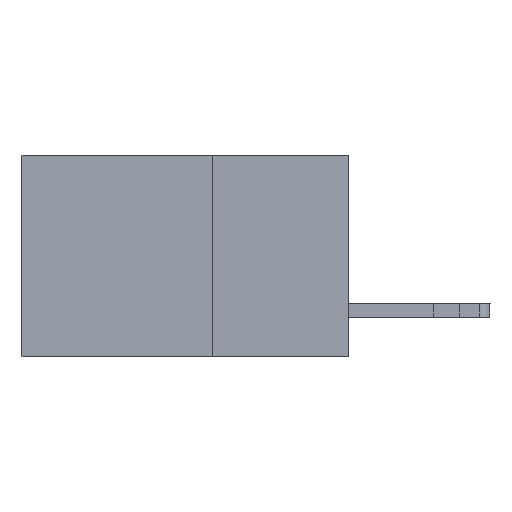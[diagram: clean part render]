
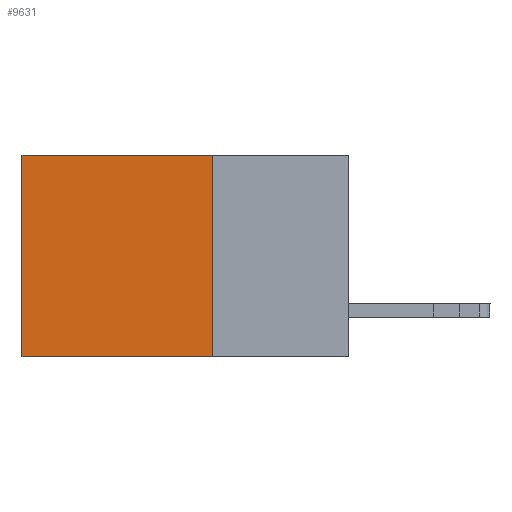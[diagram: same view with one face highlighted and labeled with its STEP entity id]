
A CAD part, left-side view. The second image highlights one B-rep face of the part: STEP entity #9631.
In plain terms, the highlighted planar face has unit normal (-1, 0, 0).
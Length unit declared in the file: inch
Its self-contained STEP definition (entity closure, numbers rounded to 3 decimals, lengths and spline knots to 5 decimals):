
#204 = DIRECTION ( 'NONE',  ( 0., 0., -1. ) ) ;
#609 = DIRECTION ( 'NONE',  ( 0., 1., 0. ) ) ;
#1104 = DIRECTION ( 'NONE',  ( 1., 0., 0. ) ) ;
#1785 = ORIENTED_EDGE ( 'NONE', *, *, #12919, .T. ) ;
#1821 = CARTESIAN_POINT ( 'NONE',  ( 0.298, 0.25, -0.37 ) ) ;
#2137 = CARTESIAN_POINT ( 'NONE',  ( 0.298, 0.6, -0.37 ) ) ;
#2837 = CARTESIAN_POINT ( 'NONE',  ( 0.298, 0.25, 0. ) ) ;
#3087 = CARTESIAN_POINT ( 'NONE',  ( 0.298, 0.6, 0. ) ) ;
#3300 = EDGE_CURVE ( 'NONE', #16054, #4749, #11433, .T. ) ;
#3412 = ORIENTED_EDGE ( 'NONE', *, *, #12638, .F. ) ;
#4132 = DIRECTION ( 'NONE',  ( 0., 0., -1. ) ) ;
#4505 = LINE ( 'NONE', #10384, #6785 ) ;
#4749 = VERTEX_POINT ( 'NONE', #3087 ) ;
#5353 = LINE ( 'NONE', #6121, #11917 ) ;
#6121 = CARTESIAN_POINT ( 'NONE',  ( 0.298, 0.25, 0. ) ) ;
#6785 = VECTOR ( 'NONE', #204, 39.37008 ) ;
#7439 = AXIS2_PLACEMENT_3D ( 'NONE', #2837, #1104, #4132 ) ;
#8241 = CARTESIAN_POINT ( 'NONE',  ( 0.298, 0.25, -0.37 ) ) ;
#9631 = ADVANCED_FACE ( 'NONE', ( #17469 ), #12441, .F. ) ;
#10384 = CARTESIAN_POINT ( 'NONE',  ( 0.298, 0.6, 0. ) ) ;
#11161 = VECTOR ( 'NONE', #609, 39.37008 ) ;
#11433 = LINE ( 'NONE', #13681, #11161 ) ;
#11837 = LINE ( 'NONE', #1821, #17590 ) ;
#11871 = CARTESIAN_POINT ( 'NONE',  ( 0.298, 0.25, 0. ) ) ;
#11917 = VECTOR ( 'NONE', #17271, 39.37008 ) ;
#11958 = ORIENTED_EDGE ( 'NONE', *, *, #16884, .F. ) ;
#12441 = PLANE ( 'NONE',  #7439 ) ;
#12638 = EDGE_CURVE ( 'NONE', #20062, #13037, #11837, .T. ) ;
#12919 = EDGE_CURVE ( 'NONE', #4749, #13037, #4505, .T. ) ;
#13037 = VERTEX_POINT ( 'NONE', #2137 ) ;
#13155 = DIRECTION ( 'NONE',  ( 0., 1., 0. ) ) ;
#13681 = CARTESIAN_POINT ( 'NONE',  ( 0.298, 0.25, 0. ) ) ;
#14377 = ORIENTED_EDGE ( 'NONE', *, *, #3300, .T. ) ;
#16054 = VERTEX_POINT ( 'NONE', #11871 ) ;
#16884 = EDGE_CURVE ( 'NONE', #16054, #20062, #5353, .T. ) ;
#17271 = DIRECTION ( 'NONE',  ( 0., 0., -1. ) ) ;
#17469 = FACE_OUTER_BOUND ( 'NONE', #20635, .T. ) ;
#17590 = VECTOR ( 'NONE', #13155, 39.37008 ) ;
#20062 = VERTEX_POINT ( 'NONE', #8241 ) ;
#20635 = EDGE_LOOP ( 'NONE', ( #1785, #3412, #11958, #14377 ) ) ;
